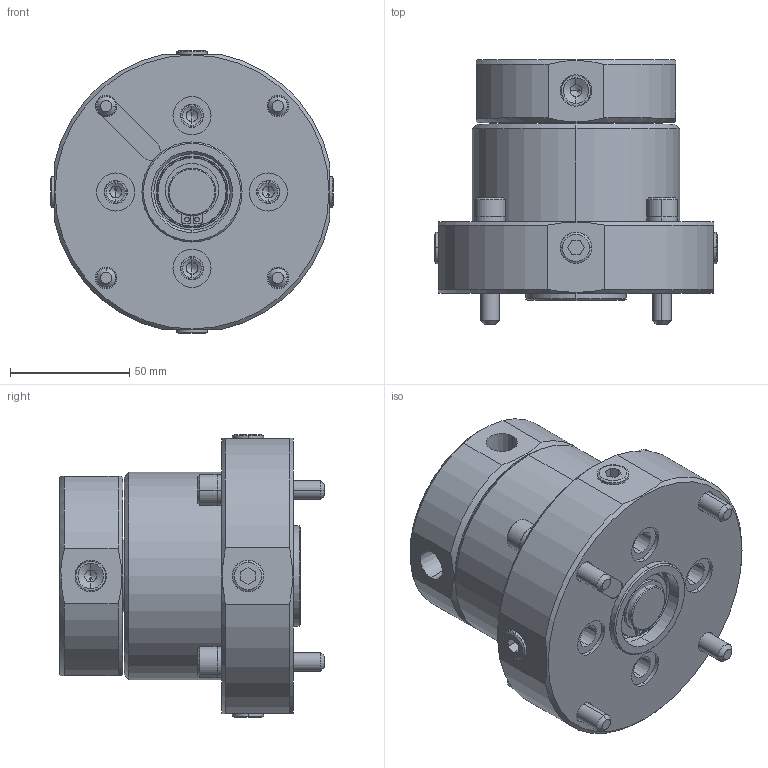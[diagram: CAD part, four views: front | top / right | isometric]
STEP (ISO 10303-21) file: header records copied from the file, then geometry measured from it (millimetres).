
FILE_DESCRIPTION (( 'STEP AP203' ), '1' );
FILE_NAME ('JRC0400-S-A.STEP', '2019-09-23T07:10:36', ( '微软用户' ), ( '微软中国' ), 'SwSTEP 2.0', 'SolidWorks 2012', '' );
FILE_SCHEMA (( 'CONFIG_CONTROL_DESIGN' ));
Length unit declared in the file: millimetre
Products named in the file (8): JRC0400-S-A; Rネジ1_4; 曽宍兽然轤M8; 6妏寠晅无倌_M8(45); STW-20; JRC02_04トメワ受け; JRC0400シャフト; JRC0400ハウジング
Assembly tree (16 placements, depth 2):
  JRC0400-S-A
    JRC0400ハウジング
    JRC0400シャフト
    JRC02_04トメワ受け
    STW-20
    6妏寠晅无倌_M8(45)  x4
    曽宍兽然轤M8  x4
    Rネジ1_4  x4
Bounding box: 118.6 x 111 x 118.6 mm (x, y, z)
Volume: 702270.3 mm3; surface area: 100899.8 mm2
Topology: 16 solids, 16 shells, 505 faces, 1101 edges, 636 vertices
Faces by surface type: cone 176, cylinder 166, plane 159, bspline 4
Entity records: 10852 total; most frequent: CARTESIAN_POINT 2144, DIRECTION 1729, ORIENTED_EDGE 1490, EDGE_CURVE 745, AXIS2_PLACEMENT_3D 710, VERTEX_POINT 453, EDGE_LOOP 392, CIRCLE 358
